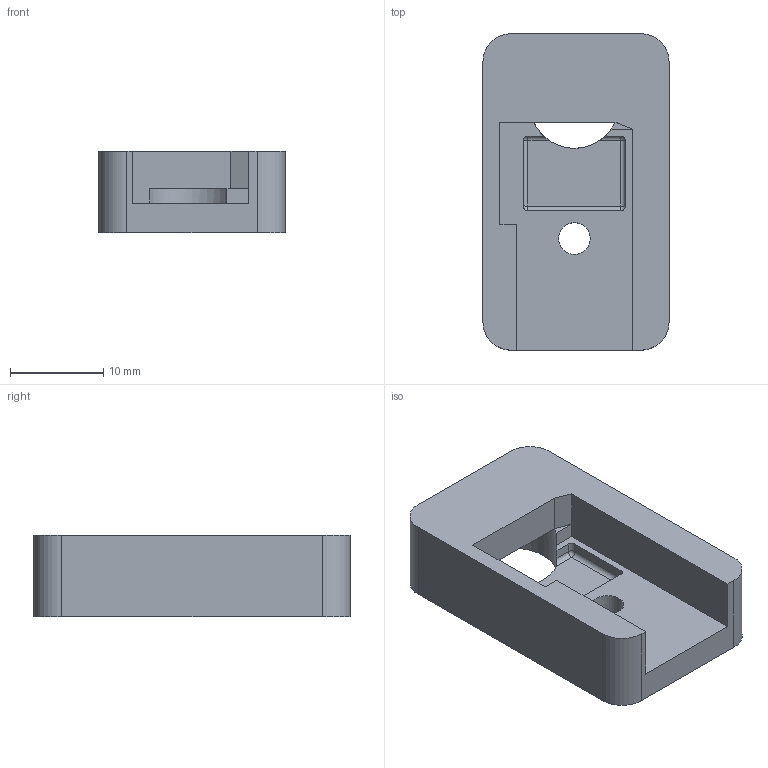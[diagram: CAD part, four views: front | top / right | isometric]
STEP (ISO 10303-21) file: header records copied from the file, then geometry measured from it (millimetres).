
FILE_DESCRIPTION(/* description */ (''),/* implementation_level */ '2;1');
FILE_NAME(/* name */ 'y_hall_sensor_mount.step',/* time_stamp */ '2021-01-31T11:39:04+10:00',/* author */ (''),/* organization */ (''),/* preprocessor_version */ 'ST-DEVELOPER v18.1',/* originating_system */ 'Autodesk Translation Framework v9.7.1.1290',/* authorisation */ '');
FILE_SCHEMA (('AUTOMOTIVE_DESIGN { 1 0 10303 214 3 1 1 }'));
Length unit declared in the file: millimetre
Products named in the file (1): Eddies V1.8 Master Model
Bounding box: 20 x 34 x 8.8 mm (x, y, z)
Volume: 3628.9 mm3; surface area: 2664.8 mm2
Topology: 1 solids, 1 shells, 41 faces, 105 edges, 65 vertices
Faces by surface type: plane 22, cylinder 15, sphere 4
Full cylindrical faces by diameter (mm): 3.4 x1, 9.6 x1
Entity records: 1406 total; most frequent: CARTESIAN_POINT 234, DIRECTION 220, ORIENTED_EDGE 210, EDGE_CURVE 105, AXIS2_PLACEMENT_3D 75, LINE 70, VECTOR 70, VERTEX_POINT 65
